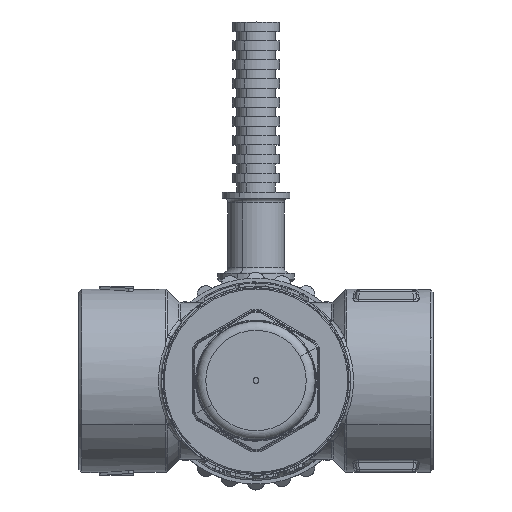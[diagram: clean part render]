
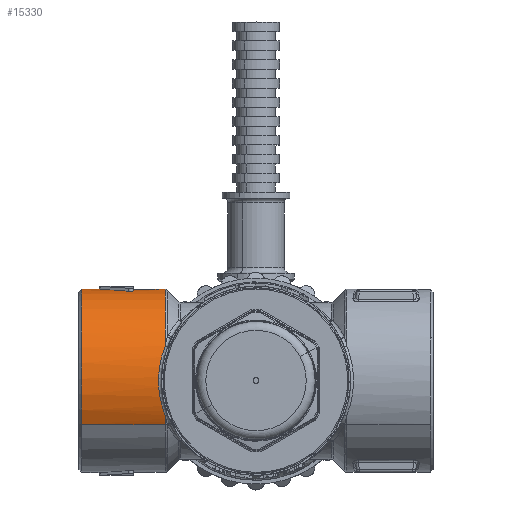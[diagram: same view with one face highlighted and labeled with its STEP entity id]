
A CAD part, top view. The second image highlights one B-rep face of the part: STEP entity #15330.
In plain terms, the highlighted cylindrical face has radius 15.5 mm (diameter 31 mm), a partial arc.
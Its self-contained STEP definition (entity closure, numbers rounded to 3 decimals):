
#282=AXIS2_PLACEMENT_3D('Cylinder Axis2P3D',#279,#280,#281) ;
#9277=AXIS2_PLACEMENT_3D('Circle Axis2P3D',#9275,#9276,$) ;
#15245=AXIS2_PLACEMENT_3D('Circle Axis2P3D',#15243,#15244,$) ;
#15257=AXIS2_PLACEMENT_3D('Circle Axis2P3D',#15255,#15256,$) ;
#15291=AXIS2_PLACEMENT_3D('Circle Axis2P3D',#15289,#15290,$) ;
#279=CARTESIAN_POINT('Axis2P3D Location',(0.,0.,0.)) ;
#9275=CARTESIAN_POINT('Axis2P3D Location',(-15.354,0.,0.)) ;
#9279=CARTESIAN_POINT('Vertex',(-15.354,7.584,-13.518)) ;
#9281=CARTESIAN_POINT('Vertex',(-15.354,5.854,14.352)) ;
#9753=CARTESIAN_POINT('Vertex',(-15.442,7.431,-13.603)) ;
#9803=CARTESIAN_POINT('Control Point',(-15.442,7.431,-13.603)) ;
#9804=CARTESIAN_POINT('Control Point',(-15.421,7.47,-13.581)) ;
#9805=CARTESIAN_POINT('Control Point',(-15.399,7.508,-13.56)) ;
#9806=CARTESIAN_POINT('Control Point',(-15.376,7.546,-13.539)) ;
#9807=CARTESIAN_POINT('Control Point',(-15.354,7.584,-13.518)) ;
#10156=CARTESIAN_POINT('Control Point',(-15.354,5.854,14.352)) ;
#10157=CARTESIAN_POINT('Control Point',(-15.755,4.867,14.755)) ;
#10158=CARTESIAN_POINT('Control Point',(-16.083,3.819,15.083)) ;
#10159=CARTESIAN_POINT('Control Point',(-16.323,2.72,15.323)) ;
#10160=CARTESIAN_POINT('Control Point',(-16.62,0.277,15.62)) ;
#10161=CARTESIAN_POINT('Control Point',(-16.43,-2.195,15.43)) ;
#10162=CARTESIAN_POINT('Control Point',(-16.184,-3.488,15.185)) ;
#10163=CARTESIAN_POINT('Control Point',(-15.818,-4.711,14.818)) ;
#10164=CARTESIAN_POINT('Control Point',(-15.354,-5.854,14.352)) ;
#10165=CARTESIAN_POINT('Vertex',(-15.354,-5.854,14.352)) ;
#15234=CARTESIAN_POINT('Line Origine',(0.,-7.431,13.603)) ;
#15238=CARTESIAN_POINT('Vertex',(-29.5,-7.431,13.603)) ;
#15240=CARTESIAN_POINT('Vertex',(-15.354,-7.431,13.603)) ;
#15243=CARTESIAN_POINT('Axis2P3D Location',(-15.354,0.,0.)) ;
#15248=CARTESIAN_POINT('Line Origine',(0.,7.431,-13.603)) ;
#15252=CARTESIAN_POINT('Vertex',(-29.5,7.431,-13.603)) ;
#15255=CARTESIAN_POINT('Axis2P3D Location',(-29.5,0.,0.)) ;
#15270=CARTESIAN_POINT('Control Point',(-21.487,15.17,-3.183)) ;
#15271=CARTESIAN_POINT('Control Point',(-23.069,15.361,-2.269)) ;
#15272=CARTESIAN_POINT('Control Point',(-24.659,15.468,-1.351)) ;
#15273=CARTESIAN_POINT('Control Point',(-26.25,15.494,-0.433)) ;
#15274=CARTESIAN_POINT('Vertex',(-21.487,15.17,-3.183)) ;
#15276=CARTESIAN_POINT('Vertex',(-26.25,15.494,-0.433)) ;
#15280=CARTESIAN_POINT('Control Point',(-21.487,15.17,-3.183)) ;
#15281=CARTESIAN_POINT('Control Point',(-21.305,15.148,-3.288)) ;
#15282=CARTESIAN_POINT('Control Point',(-21.065,15.144,-3.3)) ;
#15283=CARTESIAN_POINT('Control Point',(-20.842,15.176,-3.165)) ;
#15284=CARTESIAN_POINT('Control Point',(-20.737,15.217,-2.958)) ;
#15285=CARTESIAN_POINT('Control Point',(-20.737,15.254,-2.75)) ;
#15286=CARTESIAN_POINT('Vertex',(-20.737,15.254,-2.75)) ;
#15289=CARTESIAN_POINT('Axis2P3D Location',(-20.737,0.,0.)) ;
#15293=CARTESIAN_POINT('Vertex',(-20.737,15.254,2.75)) ;
#15297=CARTESIAN_POINT('Control Point',(-21.487,15.17,3.183)) ;
#15298=CARTESIAN_POINT('Control Point',(-21.305,15.148,3.288)) ;
#15299=CARTESIAN_POINT('Control Point',(-21.065,15.144,3.3)) ;
#15300=CARTESIAN_POINT('Control Point',(-20.842,15.176,3.165)) ;
#15301=CARTESIAN_POINT('Control Point',(-20.737,15.217,2.958)) ;
#15302=CARTESIAN_POINT('Control Point',(-20.737,15.254,2.75)) ;
#15303=CARTESIAN_POINT('Vertex',(-21.487,15.17,3.183)) ;
#15307=CARTESIAN_POINT('Control Point',(-21.487,15.17,3.183)) ;
#15308=CARTESIAN_POINT('Control Point',(-23.069,15.361,2.269)) ;
#15309=CARTESIAN_POINT('Control Point',(-24.659,15.468,1.351)) ;
#15310=CARTESIAN_POINT('Control Point',(-26.25,15.494,0.433)) ;
#15311=CARTESIAN_POINT('Vertex',(-26.25,15.494,0.433)) ;
#15315=CARTESIAN_POINT('Control Point',(-26.25,15.494,-0.433)) ;
#15316=CARTESIAN_POINT('Control Point',(-26.431,15.497,-0.328)) ;
#15317=CARTESIAN_POINT('Control Point',(-26.559,15.502,-0.129)) ;
#15318=CARTESIAN_POINT('Control Point',(-26.559,15.502,0.129)) ;
#15319=CARTESIAN_POINT('Control Point',(-26.431,15.497,0.328)) ;
#15320=CARTESIAN_POINT('Control Point',(-26.25,15.494,0.433)) ;
#280=DIRECTION('Axis2P3D Direction',(1.,0.,0.)) ;
#281=DIRECTION('Axis2P3D XDirection',(0.,0.479,-0.878)) ;
#9276=DIRECTION('Axis2P3D Direction',(1.,0.,0.)) ;
#15235=DIRECTION('Vector Direction',(1.,0.,0.)) ;
#15244=DIRECTION('Axis2P3D Direction',(1.,0.,0.)) ;
#15249=DIRECTION('Vector Direction',(1.,0.,0.)) ;
#15256=DIRECTION('Axis2P3D Direction',(1.,0.,0.)) ;
#15290=DIRECTION('Axis2P3D Direction',(1.,0.,0.)) ;
#15236=VECTOR('Line Direction',#15235,1.) ;
#15250=VECTOR('Line Direction',#15249,1.) ;
#15261=ORIENTED_EDGE('',*,*,#15242,.T.) ;
#15262=ORIENTED_EDGE('',*,*,#15247,.F.) ;
#15263=ORIENTED_EDGE('',*,*,#10167,.T.) ;
#15264=ORIENTED_EDGE('',*,*,#9283,.F.) ;
#15265=ORIENTED_EDGE('',*,*,#9808,.T.) ;
#15266=ORIENTED_EDGE('',*,*,#15254,.F.) ;
#15267=ORIENTED_EDGE('',*,*,#15259,.T.) ;
#15323=ORIENTED_EDGE('',*,*,#15278,.F.) ;
#15324=ORIENTED_EDGE('',*,*,#15288,.T.) ;
#15325=ORIENTED_EDGE('',*,*,#15295,.T.) ;
#15326=ORIENTED_EDGE('',*,*,#15305,.F.) ;
#15327=ORIENTED_EDGE('',*,*,#15313,.T.) ;
#15328=ORIENTED_EDGE('',*,*,#15321,.F.) ;
#15329=FACE_BOUND('',#15322,.T.) ;
#15330=ADVANCED_FACE('Brep With Voids',(#15268,#15329),#283,.T.) ;
#9802=B_SPLINE_CURVE_WITH_KNOTS('',4,(#9803,#9804,#9805,#9806,#9807),.UNSPECIFIED.,.F.,.U.,(5,5),(13.302,13.493),.UNSPECIFIED.) ;
#10155=B_SPLINE_CURVE_WITH_KNOTS('',5,(#10156,#10157,#10158,#10159,#10160,#10161,#10162,#10163,#10164),.UNSPECIFIED.,.F.,.U.,(6,3,6),(3.106,8.794,15.379),.UNSPECIFIED.) ;
#15269=B_SPLINE_CURVE_WITH_KNOTS('',3,(#15270,#15271,#15272,#15273),.UNSPECIFIED.,.F.,.U.,(4,4),(0.,7.796),.UNSPECIFIED.) ;
#15279=B_SPLINE_CURVE_WITH_KNOTS('',5,(#15280,#15281,#15282,#15283,#15284,#15285),.UNSPECIFIED.,.F.,.U.,(6,6),(0.,1.569),.UNSPECIFIED.) ;
#15296=B_SPLINE_CURVE_WITH_KNOTS('',5,(#15297,#15298,#15299,#15300,#15301,#15302),.UNSPECIFIED.,.F.,.U.,(6,6),(0.,1.569),.UNSPECIFIED.) ;
#15306=B_SPLINE_CURVE_WITH_KNOTS('',3,(#15307,#15308,#15309,#15310),.UNSPECIFIED.,.F.,.U.,(4,4),(0.,7.796),.UNSPECIFIED.) ;
#15314=B_SPLINE_CURVE_WITH_KNOTS('',5,(#15315,#15316,#15317,#15318,#15319,#15320),.UNSPECIFIED.,.F.,.U.,(6,6),(0.,1.556),.UNSPECIFIED.) ;
#9278=CIRCLE('generated circle',#9277,15.5) ;
#15246=CIRCLE('generated circle',#15245,15.5) ;
#15258=CIRCLE('generated circle',#15257,15.5) ;
#15292=CIRCLE('generated circle',#15291,15.5) ;
#283=CYLINDRICAL_SURFACE('generated cylinder',#282,15.5) ;
#9283=EDGE_CURVE('',#9280,#9282,#9278,.T.) ;
#9808=EDGE_CURVE('',#9280,#9754,#9802,.F.) ;
#10167=EDGE_CURVE('',#10166,#9282,#10155,.F.) ;
#15242=EDGE_CURVE('',#15239,#15241,#15237,.T.) ;
#15247=EDGE_CURVE('',#10166,#15241,#15246,.T.) ;
#15254=EDGE_CURVE('',#15253,#9754,#15251,.T.) ;
#15259=EDGE_CURVE('',#15253,#15239,#15258,.T.) ;
#15278=EDGE_CURVE('',#15275,#15277,#15269,.T.) ;
#15288=EDGE_CURVE('',#15275,#15287,#15279,.T.) ;
#15295=EDGE_CURVE('',#15287,#15294,#15292,.T.) ;
#15305=EDGE_CURVE('',#15304,#15294,#15296,.T.) ;
#15313=EDGE_CURVE('',#15304,#15312,#15306,.T.) ;
#15321=EDGE_CURVE('',#15277,#15312,#15314,.T.) ;
#15260=EDGE_LOOP('',(#15261,#15262,#15263,#15264,#15265,#15266,#15267)) ;
#15322=EDGE_LOOP('',(#15323,#15324,#15325,#15326,#15327,#15328)) ;
#15268=FACE_OUTER_BOUND('',#15260,.T.) ;
#15237=LINE('Line',#15234,#15236) ;
#15251=LINE('Line',#15248,#15250) ;
#9280=VERTEX_POINT('',#9279) ;
#9282=VERTEX_POINT('',#9281) ;
#9754=VERTEX_POINT('',#9753) ;
#10166=VERTEX_POINT('',#10165) ;
#15239=VERTEX_POINT('',#15238) ;
#15241=VERTEX_POINT('',#15240) ;
#15253=VERTEX_POINT('',#15252) ;
#15275=VERTEX_POINT('',#15274) ;
#15277=VERTEX_POINT('',#15276) ;
#15287=VERTEX_POINT('',#15286) ;
#15294=VERTEX_POINT('',#15293) ;
#15304=VERTEX_POINT('',#15303) ;
#15312=VERTEX_POINT('',#15311) ;
